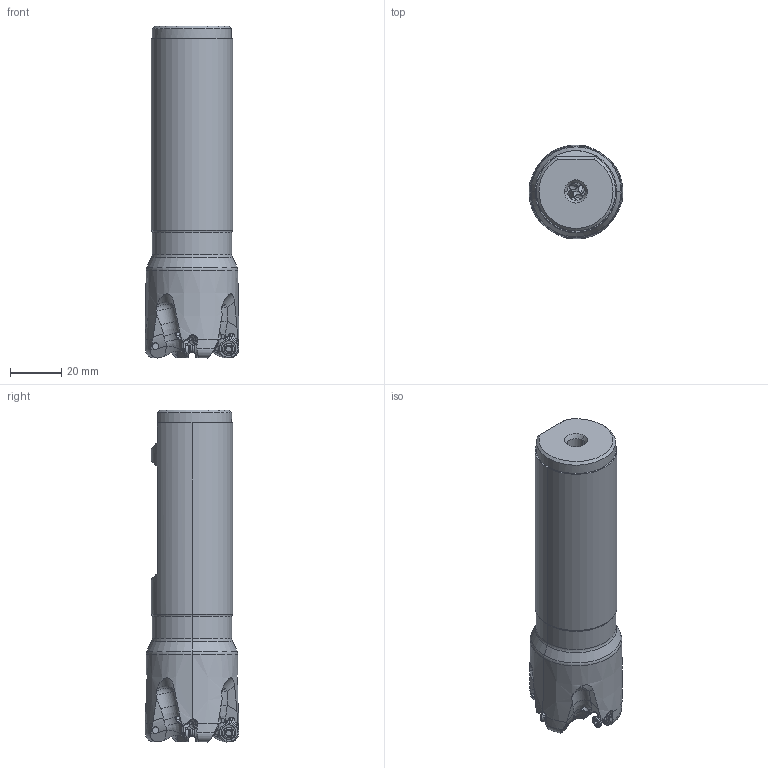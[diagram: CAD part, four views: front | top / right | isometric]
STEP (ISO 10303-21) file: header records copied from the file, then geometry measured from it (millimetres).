
FILE_DESCRIPTION(/* description */ (''),/* implementation_level */ '2;1');
FILE_NAME(/* name */ 'WWX200UR2404FA20S.stp',/* time_stamp */ '2022-11-25T16:42:52+09:00',/* author */ (''),/* organization */ (''),/* preprocessor_version */ 'ST-DEVELOPER v16',/* originating_system */ 'SIEMENS PLM Software NX 10.0',/* authorisation */ '');
FILE_SCHEMA (('AUTOMOTIVE_DESIGN { 1 0 10303 214 3 1 1 1 }'));
Length unit declared in the file: millimetre
Products named in the file (1): WWX200UR2404FA20S_ASM
Bounding box: 36.44 x 36.44 x 128.98 mm (x, y, z)
Volume: 96568.1 mm3; surface area: 18663.3 mm2
Topology: 5 solids, 5 shells, 511 faces, 1497 edges, 958 vertices
Faces by surface type: cylinder 177, plane 121, sphere 64, bspline 60, cone 39, torus 26, extrusion 24
Entity records: 29158 total; most frequent: CARTESIAN_POINT 16558, ORIENTED_EDGE 2906, DIRECTION 2255, EDGE_CURVE 1453, VERTEX_POINT 951, AXIS2_PLACEMENT_3D 948, B_SPLINE_CURVE_WITH_KNOTS 645, EDGE_LOOP 526
